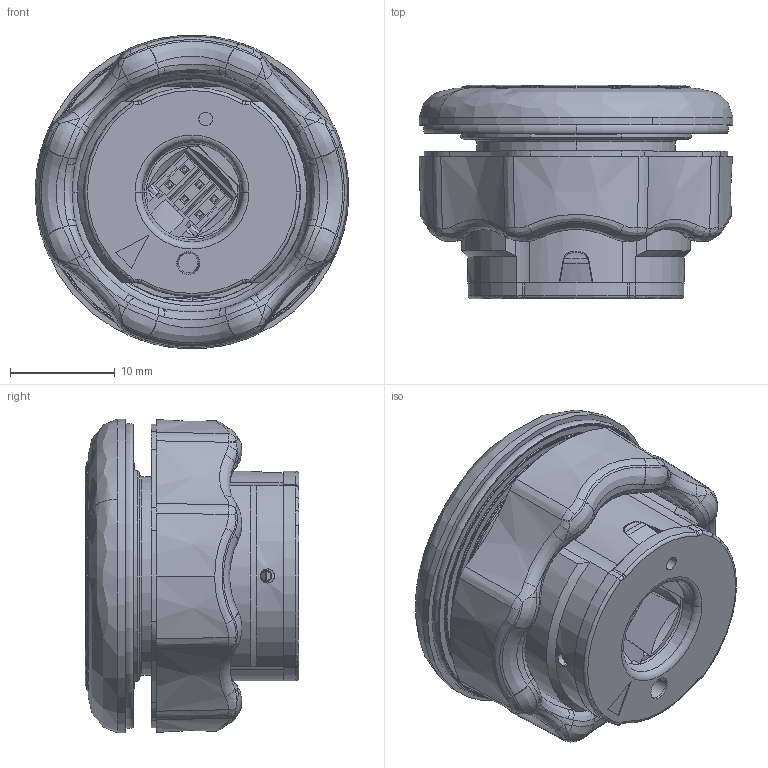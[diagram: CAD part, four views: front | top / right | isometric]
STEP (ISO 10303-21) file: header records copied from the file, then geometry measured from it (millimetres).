
FILE_DESCRIPTION (( 'STEP AP203' ), '1' );
FILE_NAME ('CAP001531-00.STEP', '2022-02-18T13:53:20', ( '' ), ( '' ), 'SwSTEP 2.0', 'SolidWorks 2020', '' );
FILE_SCHEMA (( 'CONFIG_CONTROL_DESIGN' ));
Length unit declared in the file: millimetre
Products named in the file (1): CAP001531-00
Bounding box: 30 x 20.4 x 30 mm (x, y, z)
Volume: 9729.7 mm3; surface area: 6760.8 mm2
Topology: 3 solids, 5 shells, 805 faces, 1939 edges, 1190 vertices
Faces by surface type: plane 308, bspline 173, cone 119, torus 101, cylinder 100, sphere 4
Entity records: 29238 total; most frequent: CARTESIAN_POINT 11755, ORIENTED_EDGE 3874, DIRECTION 3292, EDGE_CURVE 1937, AXIS2_PLACEMENT_3D 1259, VERTEX_POINT 1190, EDGE_LOOP 871, ADVANCED_FACE 805
